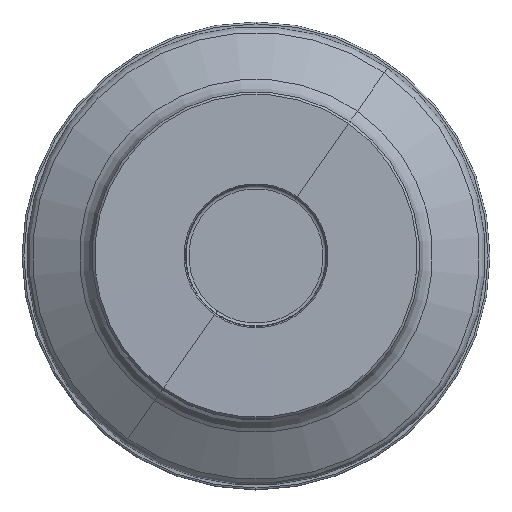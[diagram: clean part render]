
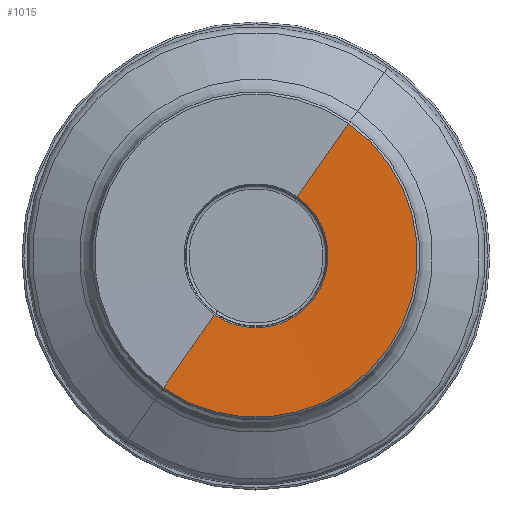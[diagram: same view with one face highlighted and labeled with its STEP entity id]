
A CAD part, top view. The second image highlights one B-rep face of the part: STEP entity #1015.
In plain terms, the highlighted conical face has half-angle 89.9 degrees and reference radius 49.894 mm.
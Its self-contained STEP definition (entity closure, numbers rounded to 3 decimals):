
#72=DIRECTION('',(-0.574,-0.819,-0.002));
#73=VECTOR('',#72,38.211);
#74=CARTESIAN_POINT('',(39.577,56.521,0.));
#75=LINE('',#74,#73);
#79=DIRECTION('',(0.574,0.819,-0.002));
#80=VECTOR('',#79,38.211);
#81=CARTESIAN_POINT('',(-39.577,-56.521,0.));
#82=LINE('',#81,#80);
#94=CARTESIAN_POINT('',(0.,0.,0.));
#95=DIRECTION('',(0.,0.,-1.));
#96=DIRECTION('',(0.574,0.819,0.));
#97=AXIS2_PLACEMENT_3D('',#94,#95,#96);
#102=CARTESIAN_POINT('',(0.,0.,-0.067));
#103=DIRECTION('',(0.,0.,-1.));
#104=DIRECTION('',(0.574,0.819,0.));
#105=AXIS2_PLACEMENT_3D('',#102,#103,#104);
#847=CARTESIAN_POINT('',(39.577,56.521,0.));
#849=VERTEX_POINT('',#847);
#850=CARTESIAN_POINT('',(17.66,25.221,-0.067));
#851=VERTEX_POINT('',#850);
#887=CARTESIAN_POINT('',(-39.577,-56.521,0.));
#889=VERTEX_POINT('',#887);
#890=CARTESIAN_POINT('',(-17.66,-25.221,
-0.067));
#891=VERTEX_POINT('',#890);
#1003=CARTESIAN_POINT('',(0.,0.,-0.033));
#1004=DIRECTION('',(0.,0.,1.));
#1005=DIRECTION('',(0.574,0.819,0.));
#1006=AXIS2_PLACEMENT_3D('',#1003,#1004,#1005);
#1007=CONICAL_SURFACE('',#1006,49.894,89.9);
#1008=ORIENTED_EDGE('',*,*,#993,.F.);
#1009=ORIENTED_EDGE('',*,*,#969,.T.);
#1010=ORIENTED_EDGE('',*,*,#997,.T.);
#1012=ORIENTED_EDGE('',*,*,#1011,.F.);
#1013=EDGE_LOOP('',(#1008,#1009,#1010,#1012));
#1014=FACE_OUTER_BOUND('',#1013,.F.);
#98=CIRCLE('',#97,69.);
#106=CIRCLE('',#105,30.789);
#969=EDGE_CURVE('',#849,#889,#98,.T.);
#993=EDGE_CURVE('',#849,#851,#75,.T.);
#997=EDGE_CURVE('',#889,#891,#82,.T.);
#1011=EDGE_CURVE('',#851,#891,#106,.T.);
#1015=ADVANCED_FACE('',(#1014),#1007,.F.);
